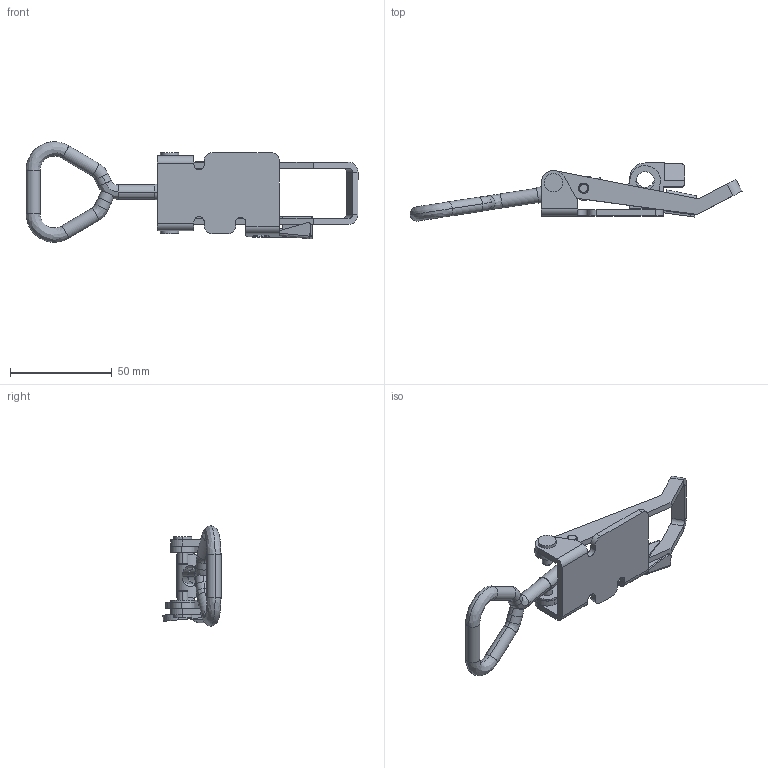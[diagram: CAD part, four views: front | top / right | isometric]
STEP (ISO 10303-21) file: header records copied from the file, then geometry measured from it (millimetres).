
FILE_DESCRIPTION (( 'STEP AP214' ), '1' );
FILE_NAME ('54242 - 704 LC RF.STEP', '2016-12-30T10:01:45', ( '' ), ( '' ), 'SwSTEP 2.0', 'SolidWorks 2015', '' );
FILE_SCHEMA (( 'AUTOMOTIVE_DESIGN' ));
Length unit declared in the file: millimetre
Products named in the file (9): 704 - Safety Catch; 703 - Skruvögla; 704 - Mid Cylinder Friction ring; 704 - Mid Cylinder Friction; 704 - Friction ring; 704 - Rivet Gradin; 74123 - Bygel 704 RF L廛鐷la; 74286 - Platta 704 LC RF Spärr; 54242 - 704 LC RF
Assembly tree (9 placements, depth 3):
  54242 - 704 LC RF
    74286 - Platta 704 LC RF Spärr
    74123 - Bygel 704 RF L廛鐷la
    704 - Rivet Gradin  x2
    704 - Mid Cylinder Friction ring
      704 - Friction ring
      704 - Mid Cylinder Friction
    703 - Skruvögla
    704 - Safety Catch
Bounding box: 163.27 x 28.63 x 49.37 mm (x, y, z)
Volume: 25950.1 mm3; surface area: 21519.8 mm2
Topology: 8 solids, 8 shells, 234 faces, 531 edges, 320 vertices
Faces by surface type: plane 109, cylinder 95, bspline 18, cone 10, torus 2
Entity records: 7186 total; most frequent: CARTESIAN_POINT 1675, DIRECTION 1123, ORIENTED_EDGE 1018, EDGE_CURVE 509, AXIS2_PLACEMENT_3D 418, VERTEX_POINT 306, LINE 287, VECTOR 287
